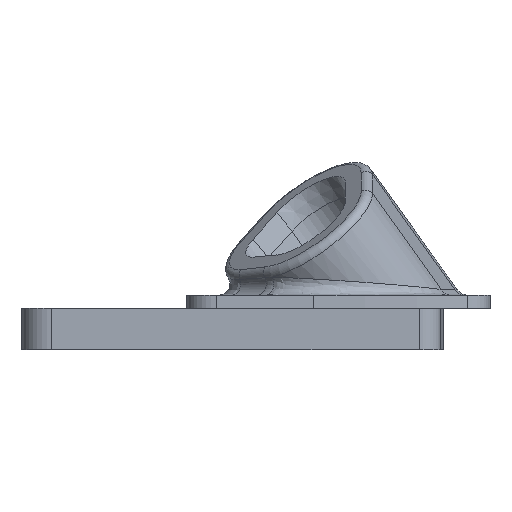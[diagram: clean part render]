
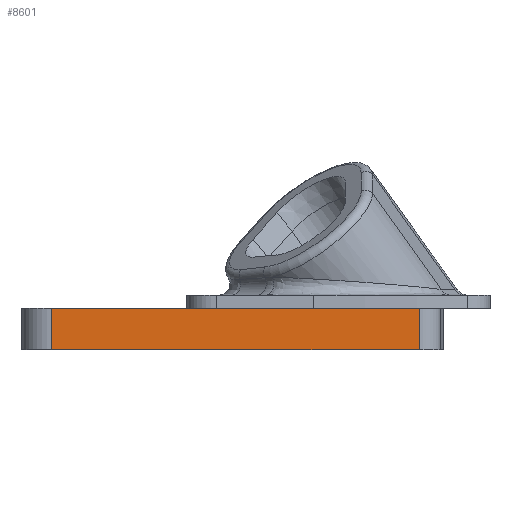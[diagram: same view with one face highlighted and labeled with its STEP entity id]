
A CAD part, left-side view. The second image highlights one B-rep face of the part: STEP entity #8601.
In plain terms, the highlighted planar face has unit normal (-1, 0, 0).
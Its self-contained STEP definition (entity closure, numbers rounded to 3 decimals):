
#4383 = PLANE('',#4384);
#4384 = AXIS2_PLACEMENT_3D('',#4385,#4386,#4387);
#4385 = CARTESIAN_POINT('',(0.,0.,-1.6));
#4386 = DIRECTION('',(0.,0.,1.));
#4387 = DIRECTION('',(1.,0.,0.));
#4846 = VERTEX_POINT('',#4847);
#4847 = CARTESIAN_POINT('',(-72.8,18.4,-1.6));
#4861 = PLANE('',#4862);
#4862 = AXIS2_PLACEMENT_3D('',#4863,#4864,#4865);
#4863 = CARTESIAN_POINT('',(0.,12.8,-1.6));
#4864 = DIRECTION('',(0.,0.,-1.));
#4865 = DIRECTION('',(-1.,0.,0.));
#6982 = EDGE_CURVE('',#4846,#6983,#6985,.T.);
#6983 = VERTEX_POINT('',#6984);
#6984 = CARTESIAN_POINT('',(-72.8,-9.8,-1.6));
#6985 = SURFACE_CURVE('',#6986,(#6990,#6997),.PCURVE_S1.);
#6986 = LINE('',#6987,#6988);
#6987 = CARTESIAN_POINT('',(-72.8,-4.9,-1.6));
#6988 = VECTOR('',#6989,1.);
#6989 = DIRECTION('',(0.,-1.,0.));
#6990 = PCURVE('',#4383,#6991);
#6991 = DEFINITIONAL_REPRESENTATION('',(#6992),#6996);
#6992 = LINE('',#6993,#6994);
#6993 = CARTESIAN_POINT('',(-72.8,-4.9));
#6994 = VECTOR('',#6995,1.);
#6995 = DIRECTION('',(0.,-1.));
#6996 = ( GEOMETRIC_REPRESENTATION_CONTEXT(2) 
PARAMETRIC_REPRESENTATION_CONTEXT() REPRESENTATION_CONTEXT('2D SPACE',''
  ) );
#6997 = PCURVE('',#6998,#7003);
#6998 = PLANE('',#6999);
#6999 = AXIS2_PLACEMENT_3D('',#7000,#7001,#7002);
#7000 = CARTESIAN_POINT('',(-72.8,-9.8,-1.6));
#7001 = DIRECTION('',(-1.,0.,0.));
#7002 = DIRECTION('',(0.,1.,0.));
#7003 = DEFINITIONAL_REPRESENTATION('',(#7004),#7008);
#7004 = LINE('',#7005,#7006);
#7005 = CARTESIAN_POINT('',(4.9,0.));
#7006 = VECTOR('',#7007,1.);
#7007 = DIRECTION('',(-1.,0.));
#7008 = ( GEOMETRIC_REPRESENTATION_CONTEXT(2) 
PARAMETRIC_REPRESENTATION_CONTEXT() REPRESENTATION_CONTEXT('2D SPACE',''
  ) );
#7027 = CYLINDRICAL_SURFACE('',#7028,2.6);
#7028 = AXIS2_PLACEMENT_3D('',#7029,#7030,#7031);
#7029 = CARTESIAN_POINT('',(-70.2,-9.8,-1.6));
#7030 = DIRECTION('',(0.,0.,-1.));
#7031 = DIRECTION('',(0.,-1.,0.));
#7553 = VERTEX_POINT('',#7554);
#7554 = CARTESIAN_POINT('',(-72.8,34.8,-1.6));
#7569 = CYLINDRICAL_SURFACE('',#7570,3.6);
#7570 = AXIS2_PLACEMENT_3D('',#7571,#7572,#7573);
#7571 = CARTESIAN_POINT('',(-69.2,34.8,-1.6));
#7572 = DIRECTION('',(0.,0.,-1.));
#7573 = DIRECTION('',(-1.,0.,0.));
#7581 = EDGE_CURVE('',#4846,#7553,#7582,.T.);
#7582 = SURFACE_CURVE('',#7583,(#7587,#7594),.PCURVE_S1.);
#7583 = LINE('',#7584,#7585);
#7584 = CARTESIAN_POINT('',(-72.8,-9.8,-1.6));
#7585 = VECTOR('',#7586,1.);
#7586 = DIRECTION('',(0.,1.,0.));
#7587 = PCURVE('',#4861,#7588);
#7588 = DEFINITIONAL_REPRESENTATION('',(#7589),#7593);
#7589 = LINE('',#7590,#7591);
#7590 = CARTESIAN_POINT('',(72.8,-22.6));
#7591 = VECTOR('',#7592,1.);
#7592 = DIRECTION('',(0.,1.));
#7593 = ( GEOMETRIC_REPRESENTATION_CONTEXT(2) 
PARAMETRIC_REPRESENTATION_CONTEXT() REPRESENTATION_CONTEXT('2D SPACE',''
  ) );
#7594 = PCURVE('',#6998,#7595);
#7595 = DEFINITIONAL_REPRESENTATION('',(#7596),#7600);
#7596 = LINE('',#7597,#7598);
#7597 = CARTESIAN_POINT('',(0.,0.));
#7598 = VECTOR('',#7599,1.);
#7599 = DIRECTION('',(1.,0.));
#7600 = ( GEOMETRIC_REPRESENTATION_CONTEXT(2) 
PARAMETRIC_REPRESENTATION_CONTEXT() REPRESENTATION_CONTEXT('2D SPACE',''
  ) );
#8601 = ADVANCED_FACE('',(#8602),#6998,.T.);
#8602 = FACE_BOUND('',#8603,.T.);
#8603 = EDGE_LOOP('',(#8604,#8605,#8606,#8629,#8657));
#8604 = ORIENTED_EDGE('',*,*,#6982,.F.);
#8605 = ORIENTED_EDGE('',*,*,#7581,.T.);
#8606 = ORIENTED_EDGE('',*,*,#8607,.T.);
#8607 = EDGE_CURVE('',#7553,#8608,#8610,.T.);
#8608 = VERTEX_POINT('',#8609);
#8609 = CARTESIAN_POINT('',(-72.8,34.8,-6.6));
#8610 = SURFACE_CURVE('',#8611,(#8615,#8622),.PCURVE_S1.);
#8611 = LINE('',#8612,#8613);
#8612 = CARTESIAN_POINT('',(-72.8,34.8,-1.6));
#8613 = VECTOR('',#8614,1.);
#8614 = DIRECTION('',(0.,0.,-1.));
#8615 = PCURVE('',#6998,#8616);
#8616 = DEFINITIONAL_REPRESENTATION('',(#8617),#8621);
#8617 = LINE('',#8618,#8619);
#8618 = CARTESIAN_POINT('',(44.6,0.));
#8619 = VECTOR('',#8620,1.);
#8620 = DIRECTION('',(0.,1.));
#8621 = ( GEOMETRIC_REPRESENTATION_CONTEXT(2) 
PARAMETRIC_REPRESENTATION_CONTEXT() REPRESENTATION_CONTEXT('2D SPACE',''
  ) );
#8622 = PCURVE('',#7569,#8623);
#8623 = DEFINITIONAL_REPRESENTATION('',(#8624),#8628);
#8624 = LINE('',#8625,#8626);
#8625 = CARTESIAN_POINT('',(0.,0.));
#8626 = VECTOR('',#8627,1.);
#8627 = DIRECTION('',(0.,1.));
#8628 = ( GEOMETRIC_REPRESENTATION_CONTEXT(2) 
PARAMETRIC_REPRESENTATION_CONTEXT() REPRESENTATION_CONTEXT('2D SPACE',''
  ) );
#8629 = ORIENTED_EDGE('',*,*,#8630,.F.);
#8630 = EDGE_CURVE('',#8631,#8608,#8633,.T.);
#8631 = VERTEX_POINT('',#8632);
#8632 = CARTESIAN_POINT('',(-72.8,-9.8,-6.6));
#8633 = SURFACE_CURVE('',#8634,(#8638,#8645),.PCURVE_S1.);
#8634 = LINE('',#8635,#8636);
#8635 = CARTESIAN_POINT('',(-72.8,-9.8,-6.6));
#8636 = VECTOR('',#8637,1.);
#8637 = DIRECTION('',(0.,1.,0.));
#8638 = PCURVE('',#6998,#8639);
#8639 = DEFINITIONAL_REPRESENTATION('',(#8640),#8644);
#8640 = LINE('',#8641,#8642);
#8641 = CARTESIAN_POINT('',(0.,5.));
#8642 = VECTOR('',#8643,1.);
#8643 = DIRECTION('',(1.,0.));
#8644 = ( GEOMETRIC_REPRESENTATION_CONTEXT(2) 
PARAMETRIC_REPRESENTATION_CONTEXT() REPRESENTATION_CONTEXT('2D SPACE',''
  ) );
#8645 = PCURVE('',#8646,#8651);
#8646 = PLANE('',#8647);
#8647 = AXIS2_PLACEMENT_3D('',#8648,#8649,#8650);
#8648 = CARTESIAN_POINT('',(0.,12.8,-6.6));
#8649 = DIRECTION('',(0.,0.,-1.));
#8650 = DIRECTION('',(-1.,0.,0.));
#8651 = DEFINITIONAL_REPRESENTATION('',(#8652),#8656);
#8652 = LINE('',#8653,#8654);
#8653 = CARTESIAN_POINT('',(72.8,-22.6));
#8654 = VECTOR('',#8655,1.);
#8655 = DIRECTION('',(0.,1.));
#8656 = ( GEOMETRIC_REPRESENTATION_CONTEXT(2) 
PARAMETRIC_REPRESENTATION_CONTEXT() REPRESENTATION_CONTEXT('2D SPACE',''
  ) );
#8657 = ORIENTED_EDGE('',*,*,#8658,.F.);
#8658 = EDGE_CURVE('',#6983,#8631,#8659,.T.);
#8659 = SURFACE_CURVE('',#8660,(#8664,#8671),.PCURVE_S1.);
#8660 = LINE('',#8661,#8662);
#8661 = CARTESIAN_POINT('',(-72.8,-9.8,-1.6));
#8662 = VECTOR('',#8663,1.);
#8663 = DIRECTION('',(0.,0.,-1.));
#8664 = PCURVE('',#6998,#8665);
#8665 = DEFINITIONAL_REPRESENTATION('',(#8666),#8670);
#8666 = LINE('',#8667,#8668);
#8667 = CARTESIAN_POINT('',(0.,0.));
#8668 = VECTOR('',#8669,1.);
#8669 = DIRECTION('',(0.,1.));
#8670 = ( GEOMETRIC_REPRESENTATION_CONTEXT(2) 
PARAMETRIC_REPRESENTATION_CONTEXT() REPRESENTATION_CONTEXT('2D SPACE',''
  ) );
#8671 = PCURVE('',#7027,#8672);
#8672 = DEFINITIONAL_REPRESENTATION('',(#8673),#8677);
#8673 = LINE('',#8674,#8675);
#8674 = CARTESIAN_POINT('',(1.571,0.));
#8675 = VECTOR('',#8676,1.);
#8676 = DIRECTION('',(0.,1.));
#8677 = ( GEOMETRIC_REPRESENTATION_CONTEXT(2) 
PARAMETRIC_REPRESENTATION_CONTEXT() REPRESENTATION_CONTEXT('2D SPACE',''
  ) );
